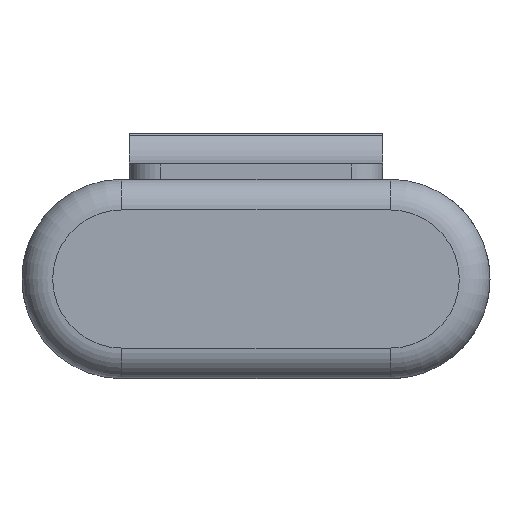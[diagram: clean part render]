
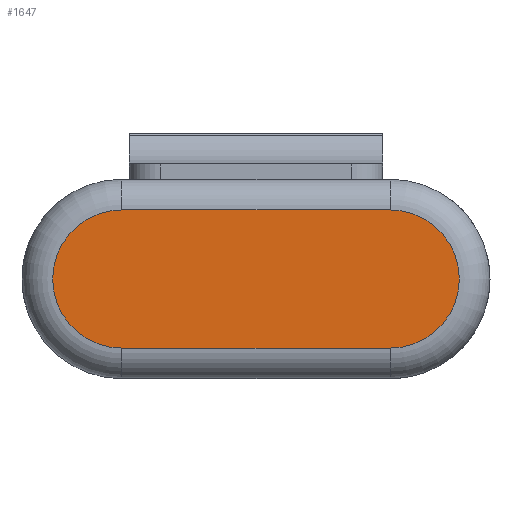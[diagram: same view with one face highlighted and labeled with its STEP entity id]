
A CAD part, front view. The second image highlights one B-rep face of the part: STEP entity #1647.
In plain terms, the highlighted planar face has unit normal (0, -1, 0).
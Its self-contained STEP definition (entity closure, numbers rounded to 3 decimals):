
#105 = CARTESIAN_POINT ( 'NONE',  ( 8.25, -52., -11. ) ) ;
#150 = ORIENTED_EDGE ( 'NONE', *, *, #2872, .T. ) ;
#295 = DIRECTION ( 'NONE',  ( 0., 0., -1. ) ) ;
#375 = CARTESIAN_POINT ( 'NONE',  ( 17., -52., -11. ) ) ;
#399 = DIRECTION ( 'NONE',  ( -1., 0., 0. ) ) ;
#428 = VERTEX_POINT ( 'NONE', #788 ) ;
#530 = CARTESIAN_POINT ( 'NONE',  ( 17., -52., -6.5 ) ) ;
#545 = AXIS2_PLACEMENT_3D ( 'NONE', #549, #1015, #800 ) ;
#549 = CARTESIAN_POINT ( 'NONE',  ( -0.5, -52., -6.5 ) ) ;
#612 = VERTEX_POINT ( 'NONE', #613 ) ;
#613 = CARTESIAN_POINT ( 'NONE',  ( 17., -52., -2. ) ) ;
#616 = LINE ( 'NONE', #1052, #1581 ) ;
#737 = VERTEX_POINT ( 'NONE', #1157 ) ;
#788 = CARTESIAN_POINT ( 'NONE',  ( -0.5, -52., -2. ) ) ;
#793 = AXIS2_PLACEMENT_3D ( 'NONE', #1300, #2241, #2898 ) ;
#800 = DIRECTION ( 'NONE',  ( 1., 0., 0. ) ) ;
#927 = ORIENTED_EDGE ( 'NONE', *, *, #2465, .T. ) ;
#932 = EDGE_LOOP ( 'NONE', ( #927, #3020, #1597, #150 ) ) ;
#1015 = DIRECTION ( 'NONE',  ( 0., -1., 0. ) ) ;
#1052 = CARTESIAN_POINT ( 'NONE',  ( 8.25, -52., -2. ) ) ;
#1087 = CIRCLE ( 'NONE', #2272, 4.5 ) ;
#1157 = CARTESIAN_POINT ( 'NONE',  ( -0.5, -52., -11. ) ) ;
#1252 = VERTEX_POINT ( 'NONE', #375 ) ;
#1261 = FACE_OUTER_BOUND ( 'NONE', #932, .T. ) ;
#1265 = LINE ( 'NONE', #105, #1488 ) ;
#1300 = CARTESIAN_POINT ( 'NONE',  ( -5.265, -52., -1.91 ) ) ;
#1488 = VECTOR ( 'NONE', #1981, 1000. ) ;
#1581 = VECTOR ( 'NONE', #399, 1000. ) ;
#1597 = ORIENTED_EDGE ( 'NONE', *, *, #2780, .T. ) ;
#1647 = ADVANCED_FACE ( 'NONE', ( #1261 ), #1976, .T. ) ;
#1909 = CIRCLE ( 'NONE', #545, 4.5 ) ;
#1976 = PLANE ( 'NONE',  #793 ) ;
#1981 = DIRECTION ( 'NONE',  ( 1., 0., 0. ) ) ;
#2241 = DIRECTION ( 'NONE',  ( 0., -1., 0. ) ) ;
#2272 = AXIS2_PLACEMENT_3D ( 'NONE', #530, #2386, #295 ) ;
#2386 = DIRECTION ( 'NONE',  ( 0., -1., 0. ) ) ;
#2465 = EDGE_CURVE ( 'NONE', #428, #737, #1909, .T. ) ;
#2780 = EDGE_CURVE ( 'NONE', #1252, #612, #1087, .T. ) ;
#2817 = EDGE_CURVE ( 'NONE', #737, #1252, #1265, .T. ) ;
#2872 = EDGE_CURVE ( 'NONE', #612, #428, #616, .T. ) ;
#2898 = DIRECTION ( 'NONE',  ( 0., 0., -1. ) ) ;
#3020 = ORIENTED_EDGE ( 'NONE', *, *, #2817, .T. ) ;
